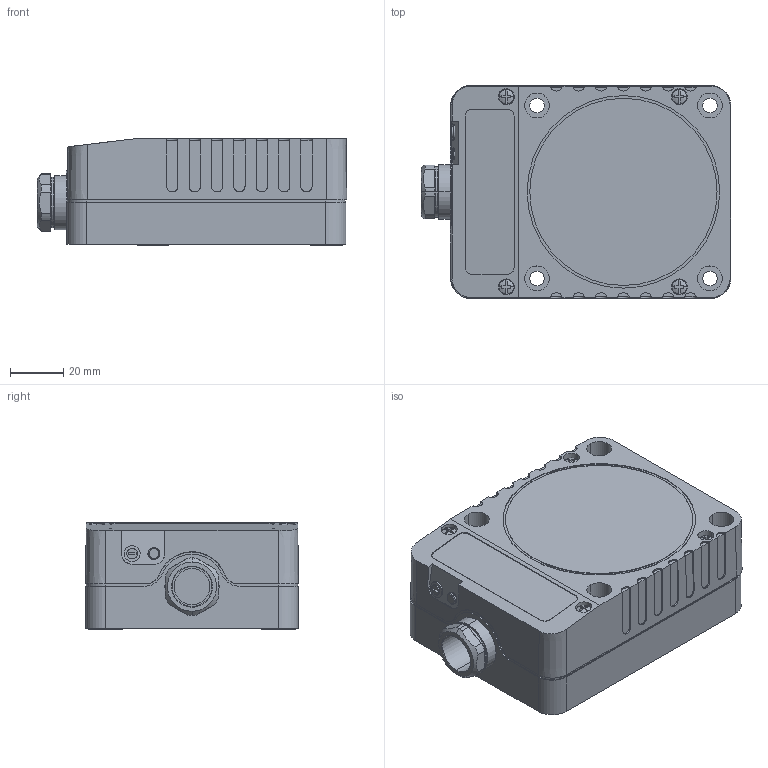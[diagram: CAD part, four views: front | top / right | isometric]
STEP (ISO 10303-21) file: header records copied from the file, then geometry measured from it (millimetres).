
FILE_DESCRIPTION (( 'STEP AP214' ), '1' );
FILE_NAME ('D80-0P-4T.STEP', '2023-02-16T10:06:46', ( '' ), ( '' ), 'SwSTEP 2.0', 'SolidWorks 2021', '' );
FILE_SCHEMA (( 'AUTOMOTIVE_DESIGN' ));
Length unit declared in the file: inch
Products named in the file (1): D80-0P-4T
Bounding box: 116.35 x 80 x 40 mm (x, y, z)
Volume: 283818 mm3; surface area: 51958.5 mm2
Topology: 1 solids, 1 shells, 515 faces, 1344 edges, 880 vertices
Faces by surface type: plane 258, cylinder 195, cone 38, bspline 24
Entity records: 16821 total; most frequent: CARTESIAN_POINT 4041, ORIENTED_EDGE 2688, DIRECTION 2662, EDGE_CURVE 1344, AXIS2_PLACEMENT_3D 928, VERTEX_POINT 880, VECTOR 806, LINE 806
